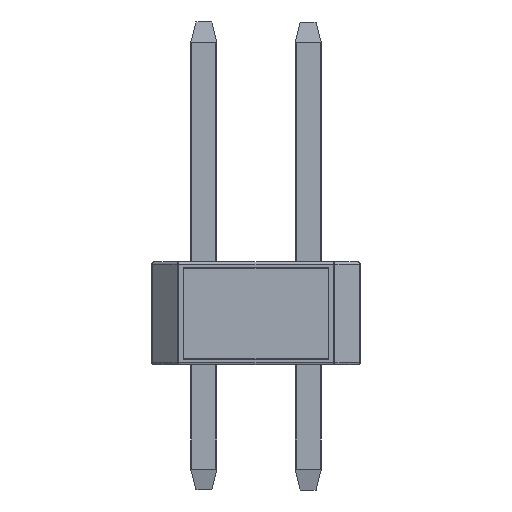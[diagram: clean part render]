
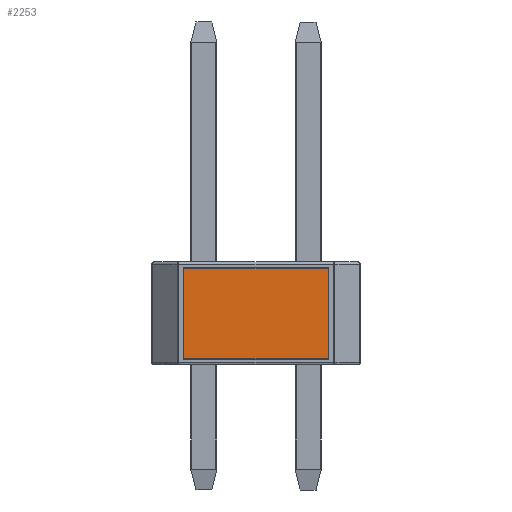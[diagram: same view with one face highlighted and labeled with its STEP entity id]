
A CAD part, left-side view. The second image highlights one B-rep face of the part: STEP entity #2253.
In plain terms, the highlighted planar face has unit normal (-1, 0, 0).
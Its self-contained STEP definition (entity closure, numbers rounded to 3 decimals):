
#302=FACE_OUTER_BOUND('',#428,.T.);
#428=EDGE_LOOP('',(#1830,#1831,#1832,#1833));
#567=LINE('',#3484,#783);
#568=LINE('',#3489,#784);
#571=LINE('',#3497,#787);
#573=LINE('',#3500,#789);
#783=VECTOR('',#2795,10.);
#784=VECTOR('',#2800,10.);
#787=VECTOR('',#2809,10.);
#789=VECTOR('',#2813,10.);
#980=VERTEX_POINT('',#3481);
#981=VERTEX_POINT('',#3483);
#982=VERTEX_POINT('',#3487);
#983=VERTEX_POINT('',#3488);
#1196=EDGE_CURVE('',#981,#980,#567,.T.);
#1198=EDGE_CURVE('',#982,#983,#568,.T.);
#1203=EDGE_CURVE('',#980,#982,#571,.T.);
#1205=EDGE_CURVE('',#983,#981,#573,.T.);
#1830=ORIENTED_EDGE('',*,*,#1203,.T.);
#1831=ORIENTED_EDGE('',*,*,#1198,.T.);
#1832=ORIENTED_EDGE('',*,*,#1205,.T.);
#1833=ORIENTED_EDGE('',*,*,#1196,.T.);
#2016=PLANE('',#2499);
#2253=ADVANCED_FACE('',(#302),#2016,.T.);
#2499=AXIS2_PLACEMENT_3D('',#3698,#3064,#3065);
#2795=DIRECTION('',(0.,1.,0.));
#2800=DIRECTION('',(0.,-1.,0.));
#2809=DIRECTION('',(0.,0.,-1.));
#2813=DIRECTION('',(0.,0.,1.));
#3064=DIRECTION('center_axis',(-1.,0.,0.));
#3065=DIRECTION('ref_axis',(0.,0.,1.));
#3481=CARTESIAN_POINT('',(-1.27,3.023,2.35));
#3483=CARTESIAN_POINT('',(-1.27,-0.488,2.35));
#3484=CARTESIAN_POINT('',(-1.27,3.023,2.35));
#3487=CARTESIAN_POINT('',(-1.27,3.023,0.15));
#3488=CARTESIAN_POINT('',(-1.27,-0.488,0.15));
#3489=CARTESIAN_POINT('',(-1.27,-0.488,0.15));
#3497=CARTESIAN_POINT('',(-1.27,3.023,0.15));
#3500=CARTESIAN_POINT('',(-1.27,-0.488,2.35));
#3698=CARTESIAN_POINT('Origin',(-1.27,1.268,1.25));
